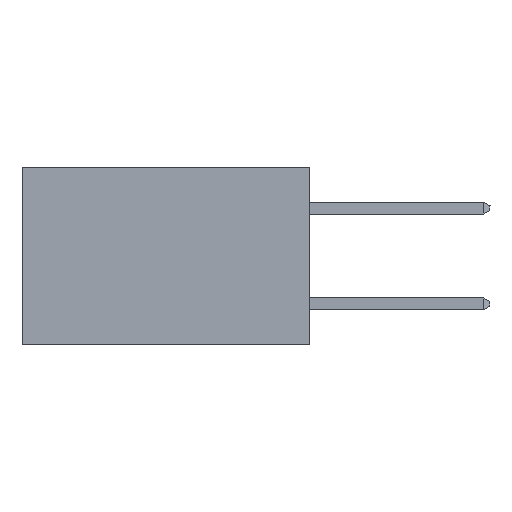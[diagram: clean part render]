
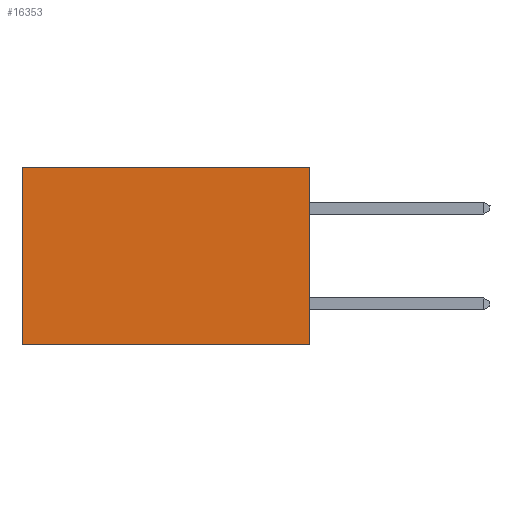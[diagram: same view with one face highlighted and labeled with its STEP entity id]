
A CAD part, left-side view. The second image highlights one B-rep face of the part: STEP entity #16353.
In plain terms, the highlighted planar face has unit normal (-1, 0, 0).
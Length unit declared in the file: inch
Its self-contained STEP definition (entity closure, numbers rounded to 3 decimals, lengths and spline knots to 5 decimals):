
#100 = DIRECTION ( 'NONE',  ( 0., 1., 0. ) ) ;
#837 = DIRECTION ( 'NONE',  ( 0., 0., -1. ) ) ;
#989 = CARTESIAN_POINT ( 'NONE',  ( 0.2875, 0., 0. ) ) ;
#1009 = VECTOR ( 'NONE', #8544, 39.37008 ) ;
#1673 = DIRECTION ( 'NONE',  ( 0., 0., -1. ) ) ;
#2770 = VECTOR ( 'NONE', #100, 39.37008 ) ;
#2819 = VECTOR ( 'NONE', #1673, 39.37008 ) ;
#4401 = ORIENTED_EDGE ( 'NONE', *, *, #14740, .F. ) ;
#4467 = AXIS2_PLACEMENT_3D ( 'NONE', #989, #6290, #18173 ) ;
#4676 = CARTESIAN_POINT ( 'NONE',  ( 0.2875, 0.6, 0. ) ) ;
#5528 = VERTEX_POINT ( 'NONE', #8901 ) ;
#6290 = DIRECTION ( 'NONE',  ( 1., 0., 0. ) ) ;
#7950 = LINE ( 'NONE', #10317, #2819 ) ;
#8544 = DIRECTION ( 'NONE',  ( 0., 1., 0. ) ) ;
#8901 = CARTESIAN_POINT ( 'NONE',  ( 0.2875, 0.6, -0.37 ) ) ;
#10317 = CARTESIAN_POINT ( 'NONE',  ( 0.2875, 0.6, 0. ) ) ;
#10832 = VERTEX_POINT ( 'NONE', #4676 ) ;
#12778 = CARTESIAN_POINT ( 'NONE',  ( 0.2875, 0., -0.37 ) ) ;
#13781 = LINE ( 'NONE', #14609, #17783 ) ;
#13941 = EDGE_CURVE ( 'NONE', #18974, #10832, #16391, .T. ) ;
#14201 = LINE ( 'NONE', #18684, #1009 ) ;
#14609 = CARTESIAN_POINT ( 'NONE',  ( 0.2875, 0., 0. ) ) ;
#14740 = EDGE_CURVE ( 'NONE', #21980, #5528, #14201, .T. ) ;
#16019 = ORIENTED_EDGE ( 'NONE', *, *, #13941, .T. ) ;
#16207 = ORIENTED_EDGE ( 'NONE', *, *, #18252, .T. ) ;
#16353 = ADVANCED_FACE ( 'NONE', ( #20204 ), #16404, .F. ) ;
#16391 = LINE ( 'NONE', #20634, #2770 ) ;
#16404 = PLANE ( 'NONE',  #4467 ) ;
#17409 = CARTESIAN_POINT ( 'NONE',  ( 0.2875, 0., 0. ) ) ;
#17783 = VECTOR ( 'NONE', #837, 39.37008 ) ;
#17983 = EDGE_CURVE ( 'NONE', #18974, #21980, #13781, .T. ) ;
#18173 = DIRECTION ( 'NONE',  ( 0., 0., -1. ) ) ;
#18252 = EDGE_CURVE ( 'NONE', #10832, #5528, #7950, .T. ) ;
#18684 = CARTESIAN_POINT ( 'NONE',  ( 0.2875, 0., -0.37 ) ) ;
#18974 = VERTEX_POINT ( 'NONE', #17409 ) ;
#20204 = FACE_OUTER_BOUND ( 'NONE', #22033, .T. ) ;
#20634 = CARTESIAN_POINT ( 'NONE',  ( 0.2875, 0., 0. ) ) ;
#21689 = ORIENTED_EDGE ( 'NONE', *, *, #17983, .F. ) ;
#21980 = VERTEX_POINT ( 'NONE', #12778 ) ;
#22033 = EDGE_LOOP ( 'NONE', ( #16207, #4401, #21689, #16019 ) ) ;
